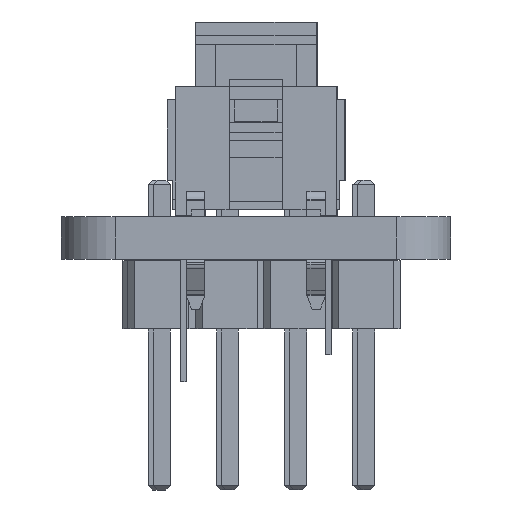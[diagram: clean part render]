
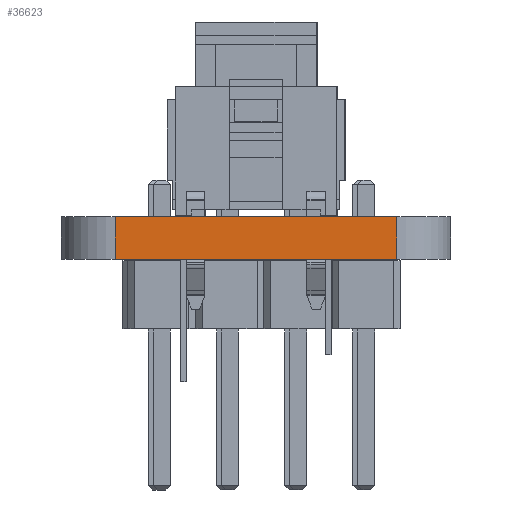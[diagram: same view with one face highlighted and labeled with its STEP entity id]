
A CAD part, left-side view. The second image highlights one B-rep face of the part: STEP entity #36623.
In plain terms, the highlighted planar face has unit normal (-1, 0, 0).
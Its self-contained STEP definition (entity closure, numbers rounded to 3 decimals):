
#32812 = PLANE('',#32813);
#32813 = AXIS2_PLACEMENT_3D('',#32814,#32815,#32816);
#32814 = CARTESIAN_POINT('',(0.,0.,
    1.6));
#32815 = DIRECTION('',(0.,0.,1.));
#32816 = DIRECTION('',(1.,0.,0.));
#32840 = CYLINDRICAL_SURFACE('',#32841,2.);
#32841 = AXIS2_PLACEMENT_3D('',#32842,#32843,#32844);
#32842 = CARTESIAN_POINT('',(-55.5,5.25,0.));
#32843 = DIRECTION('',(0.,0.,-1.));
#32844 = DIRECTION('',(1.,0.,0.));
#32866 = PLANE('',#32867);
#32867 = AXIS2_PLACEMENT_3D('',#32868,#32869,#32870);
#32868 = CARTESIAN_POINT('',(0.,0.,
    0.));
#32869 = DIRECTION('',(0.,0.,1.));
#32870 = DIRECTION('',(1.,0.,0.));
#32961 = VERTEX_POINT('',#32962);
#32962 = CARTESIAN_POINT('',(-57.5,5.25,1.6));
#32984 = EDGE_CURVE('',#32985,#32961,#32987,.T.);
#32985 = VERTEX_POINT('',#32986);
#32986 = CARTESIAN_POINT('',(-57.5,5.25,0.));
#32987 = SURFACE_CURVE('',#32988,(#32992,#32999),.PCURVE_S1.);
#32988 = LINE('',#32989,#32990);
#32989 = CARTESIAN_POINT('',(-57.5,5.25,0.));
#32990 = VECTOR('',#32991,1.);
#32991 = DIRECTION('',(0.,0.,1.));
#32992 = PCURVE('',#32840,#32993);
#32993 = DEFINITIONAL_REPRESENTATION('',(#32994),#32998);
#32994 = LINE('',#32995,#32996);
#32995 = CARTESIAN_POINT('',(-3.142,0.));
#32996 = VECTOR('',#32997,1.);
#32997 = DIRECTION('',(0.,-1.));
#32998 = ( GEOMETRIC_REPRESENTATION_CONTEXT(2) 
PARAMETRIC_REPRESENTATION_CONTEXT() REPRESENTATION_CONTEXT('2D SPACE',''
  ) );
#32999 = PCURVE('',#33000,#33005);
#33000 = PLANE('',#33001);
#33001 = AXIS2_PLACEMENT_3D('',#33002,#33003,#33004);
#33002 = CARTESIAN_POINT('',(-57.5,5.25,0.));
#33003 = DIRECTION('',(1.,0.,0.));
#33004 = DIRECTION('',(0.,-1.,0.));
#33005 = DEFINITIONAL_REPRESENTATION('',(#33006),#33010);
#33006 = LINE('',#33007,#33008);
#33007 = CARTESIAN_POINT('',(0.,0.));
#33008 = VECTOR('',#33009,1.);
#33009 = DIRECTION('',(0.,-1.));
#33010 = ( GEOMETRIC_REPRESENTATION_CONTEXT(2) 
PARAMETRIC_REPRESENTATION_CONTEXT() REPRESENTATION_CONTEXT('2D SPACE',''
  ) );
#33039 = EDGE_CURVE('',#32985,#33040,#33042,.T.);
#33040 = VERTEX_POINT('',#33041);
#33041 = CARTESIAN_POINT('',(-57.5,-5.25,0.));
#33042 = SURFACE_CURVE('',#33043,(#33047,#33054),.PCURVE_S1.);
#33043 = LINE('',#33044,#33045);
#33044 = CARTESIAN_POINT('',(-57.5,5.25,0.));
#33045 = VECTOR('',#33046,1.);
#33046 = DIRECTION('',(0.,-1.,0.));
#33047 = PCURVE('',#32866,#33048);
#33048 = DEFINITIONAL_REPRESENTATION('',(#33049),#33053);
#33049 = LINE('',#33050,#33051);
#33050 = CARTESIAN_POINT('',(-57.5,5.25));
#33051 = VECTOR('',#33052,1.);
#33052 = DIRECTION('',(0.,-1.));
#33053 = ( GEOMETRIC_REPRESENTATION_CONTEXT(2) 
PARAMETRIC_REPRESENTATION_CONTEXT() REPRESENTATION_CONTEXT('2D SPACE',''
  ) );
#33054 = PCURVE('',#33000,#33055);
#33055 = DEFINITIONAL_REPRESENTATION('',(#33056),#33060);
#33056 = LINE('',#33057,#33058);
#33057 = CARTESIAN_POINT('',(0.,0.));
#33058 = VECTOR('',#33059,1.);
#33059 = DIRECTION('',(1.,0.));
#33060 = ( GEOMETRIC_REPRESENTATION_CONTEXT(2) 
PARAMETRIC_REPRESENTATION_CONTEXT() REPRESENTATION_CONTEXT('2D SPACE',''
  ) );
#33079 = CYLINDRICAL_SURFACE('',#33080,2.);
#33080 = AXIS2_PLACEMENT_3D('',#33081,#33082,#33083);
#33081 = CARTESIAN_POINT('',(-55.5,-5.25,0.));
#33082 = DIRECTION('',(0.,0.,-1.));
#33083 = DIRECTION('',(1.,0.,0.));
#34973 = EDGE_CURVE('',#32961,#34974,#34976,.T.);
#34974 = VERTEX_POINT('',#34975);
#34975 = CARTESIAN_POINT('',(-57.5,-5.25,1.6));
#34976 = SURFACE_CURVE('',#34977,(#34981,#34988),.PCURVE_S1.);
#34977 = LINE('',#34978,#34979);
#34978 = CARTESIAN_POINT('',(-57.5,5.25,1.6));
#34979 = VECTOR('',#34980,1.);
#34980 = DIRECTION('',(0.,-1.,0.));
#34981 = PCURVE('',#32812,#34982);
#34982 = DEFINITIONAL_REPRESENTATION('',(#34983),#34987);
#34983 = LINE('',#34984,#34985);
#34984 = CARTESIAN_POINT('',(-57.5,5.25));
#34985 = VECTOR('',#34986,1.);
#34986 = DIRECTION('',(0.,-1.));
#34987 = ( GEOMETRIC_REPRESENTATION_CONTEXT(2) 
PARAMETRIC_REPRESENTATION_CONTEXT() REPRESENTATION_CONTEXT('2D SPACE',''
  ) );
#34988 = PCURVE('',#33000,#34989);
#34989 = DEFINITIONAL_REPRESENTATION('',(#34990),#34994);
#34990 = LINE('',#34991,#34992);
#34991 = CARTESIAN_POINT('',(0.,-1.6));
#34992 = VECTOR('',#34993,1.);
#34993 = DIRECTION('',(1.,0.));
#34994 = ( GEOMETRIC_REPRESENTATION_CONTEXT(2) 
PARAMETRIC_REPRESENTATION_CONTEXT() REPRESENTATION_CONTEXT('2D SPACE',''
  ) );
#36623 = ADVANCED_FACE('',(#36624),#33000,.F.);
#36624 = FACE_BOUND('',#36625,.F.);
#36625 = EDGE_LOOP('',(#36626,#36627,#36628,#36649));
#36626 = ORIENTED_EDGE('',*,*,#32984,.T.);
#36627 = ORIENTED_EDGE('',*,*,#34973,.T.);
#36628 = ORIENTED_EDGE('',*,*,#36629,.F.);
#36629 = EDGE_CURVE('',#33040,#34974,#36630,.T.);
#36630 = SURFACE_CURVE('',#36631,(#36635,#36642),.PCURVE_S1.);
#36631 = LINE('',#36632,#36633);
#36632 = CARTESIAN_POINT('',(-57.5,-5.25,0.));
#36633 = VECTOR('',#36634,1.);
#36634 = DIRECTION('',(0.,0.,1.));
#36635 = PCURVE('',#33000,#36636);
#36636 = DEFINITIONAL_REPRESENTATION('',(#36637),#36641);
#36637 = LINE('',#36638,#36639);
#36638 = CARTESIAN_POINT('',(10.5,0.));
#36639 = VECTOR('',#36640,1.);
#36640 = DIRECTION('',(0.,-1.));
#36641 = ( GEOMETRIC_REPRESENTATION_CONTEXT(2) 
PARAMETRIC_REPRESENTATION_CONTEXT() REPRESENTATION_CONTEXT('2D SPACE',''
  ) );
#36642 = PCURVE('',#33079,#36643);
#36643 = DEFINITIONAL_REPRESENTATION('',(#36644),#36648);
#36644 = LINE('',#36645,#36646);
#36645 = CARTESIAN_POINT('',(-3.142,0.));
#36646 = VECTOR('',#36647,1.);
#36647 = DIRECTION('',(0.,-1.));
#36648 = ( GEOMETRIC_REPRESENTATION_CONTEXT(2) 
PARAMETRIC_REPRESENTATION_CONTEXT() REPRESENTATION_CONTEXT('2D SPACE',''
  ) );
#36649 = ORIENTED_EDGE('',*,*,#33039,.F.);
